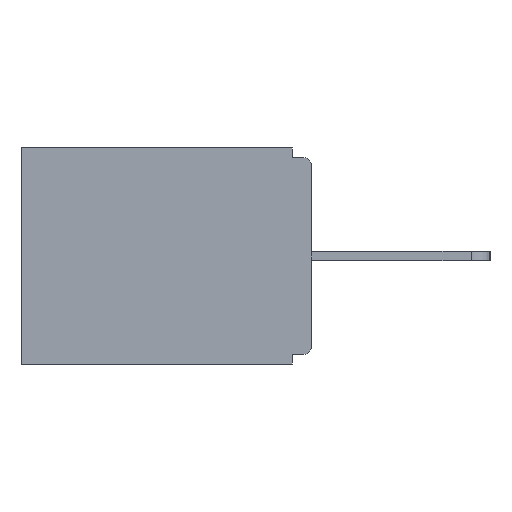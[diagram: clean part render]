
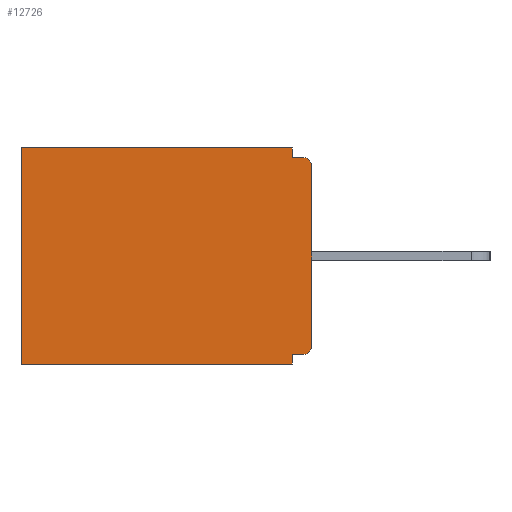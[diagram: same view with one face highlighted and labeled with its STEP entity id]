
A CAD part, left-side view. The second image highlights one B-rep face of the part: STEP entity #12726.
In plain terms, the highlighted planar face has unit normal (-1, 0, 0).
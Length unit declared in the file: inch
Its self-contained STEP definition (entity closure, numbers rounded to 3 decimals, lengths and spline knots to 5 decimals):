
#1599 = FACE_OUTER_BOUND ( 'NONE', #19222, .T. ) ;
#1822 = DIRECTION ( 'NONE',  ( 0., 0., -1. ) ) ;
#1873 = DIRECTION ( 'NONE',  ( 0., 0., -1. ) ) ;
#2089 = VERTEX_POINT ( 'NONE', #3744 ) ;
#2385 = CARTESIAN_POINT ( 'NONE',  ( 0.298, 0., 0. ) ) ;
#2458 = DIRECTION ( 'NONE',  ( -1., 0., 0. ) ) ;
#2536 = DIRECTION ( 'NONE',  ( 0., 1., 0. ) ) ;
#2803 = DIRECTION ( 'NONE',  ( 0., 0., -1. ) ) ;
#2963 = ORIENTED_EDGE ( 'NONE', *, *, #5462, .F. ) ;
#3029 = AXIS2_PLACEMENT_3D ( 'NONE', #6500, #2458, #2803 ) ;
#3193 = DIRECTION ( 'NONE',  ( 0., 0., -1. ) ) ;
#3196 = ORIENTED_EDGE ( 'NONE', *, *, #9865, .T. ) ;
#3219 = EDGE_CURVE ( 'NONE', #15045, #15519, #22960, .T. ) ;
#3615 = EDGE_CURVE ( 'NONE', #15163, #2089, #20830, .T. ) ;
#3744 = CARTESIAN_POINT ( 'NONE',  ( 0.298, 0.46, -0.343 ) ) ;
#4120 = ORIENTED_EDGE ( 'NONE', *, *, #4323, .F. ) ;
#4323 = EDGE_CURVE ( 'NONE', #15762, #8142, #11579, .T. ) ;
#4846 = CARTESIAN_POINT ( 'NONE',  ( 0.298, 0., 0. ) ) ;
#4864 = VECTOR ( 'NONE', #15596, 39.37008 ) ;
#5051 = DIRECTION ( 'NONE',  ( -1., 0., 0. ) ) ;
#5462 = EDGE_CURVE ( 'NONE', #14876, #15519, #17584, .T. ) ;
#5561 = CARTESIAN_POINT ( 'NONE',  ( 0.298, 0., -0.343 ) ) ;
#5944 = ORIENTED_EDGE ( 'NONE', *, *, #20491, .F. ) ;
#6078 = ORIENTED_EDGE ( 'NONE', *, *, #6115, .F. ) ;
#6115 = EDGE_CURVE ( 'NONE', #17808, #2089, #21482, .T. ) ;
#6187 = CARTESIAN_POINT ( 'NONE',  ( 0.298, 0.46, 0. ) ) ;
#6500 = CARTESIAN_POINT ( 'NONE',  ( 0.298, 0.015, -0.03 ) ) ;
#7155 = VECTOR ( 'NONE', #1873, 39.37008 ) ;
#7445 = ORIENTED_EDGE ( 'NONE', *, *, #19187, .F. ) ;
#7670 = ORIENTED_EDGE ( 'NONE', *, *, #3219, .T. ) ;
#7817 = DIRECTION ( 'NONE',  ( 0., 1., 0. ) ) ;
#8142 = VERTEX_POINT ( 'NONE', #22928 ) ;
#8479 = LINE ( 'NONE', #17347, #4864 ) ;
#8838 = AXIS2_PLACEMENT_3D ( 'NONE', #15625, #5051, #3193 ) ;
#9667 = CARTESIAN_POINT ( 'NONE',  ( 0.298, 0., -0.328 ) ) ;
#9821 = CARTESIAN_POINT ( 'NONE',  ( 0.298, 0., -0.015 ) ) ;
#9865 = EDGE_CURVE ( 'NONE', #14876, #8142, #19369, .T. ) ;
#10087 = ORIENTED_EDGE ( 'NONE', *, *, #3615, .T. ) ;
#11579 = LINE ( 'NONE', #9821, #16788 ) ;
#11727 = VECTOR ( 'NONE', #2536, 39.37008 ) ;
#12010 = DIRECTION ( 'NONE',  ( 0., 0., -1. ) ) ;
#12726 = ADVANCED_FACE ( 'NONE', ( #1599 ), #19043, .F. ) ;
#12830 = VECTOR ( 'NONE', #7817, 39.37008 ) ;
#12984 = LINE ( 'NONE', #19859, #17913 ) ;
#13099 = VECTOR ( 'NONE', #20022, 39.37008 ) ;
#13162 = CARTESIAN_POINT ( 'NONE',  ( 0.298, 0., -0.313 ) ) ;
#14247 = CARTESIAN_POINT ( 'NONE',  ( 0.298, 0., -0.03 ) ) ;
#14598 = AXIS2_PLACEMENT_3D ( 'NONE', #4846, #17759, #1822 ) ;
#14876 = VERTEX_POINT ( 'NONE', #14247 ) ;
#14915 = LINE ( 'NONE', #9667, #13099 ) ;
#15023 = ORIENTED_EDGE ( 'NONE', *, *, #22992, .T. ) ;
#15045 = VERTEX_POINT ( 'NONE', #19934 ) ;
#15163 = VERTEX_POINT ( 'NONE', #17335 ) ;
#15168 = DIRECTION ( 'NONE',  ( 0., -1., 0. ) ) ;
#15469 = VERTEX_POINT ( 'NONE', #18477 ) ;
#15519 = VERTEX_POINT ( 'NONE', #13162 ) ;
#15596 = DIRECTION ( 'NONE',  ( 0., 0., -1. ) ) ;
#15625 = CARTESIAN_POINT ( 'NONE',  ( 0.298, 0.015, -0.313 ) ) ;
#15762 = VERTEX_POINT ( 'NONE', #17675 ) ;
#16788 = VECTOR ( 'NONE', #15168, 39.37008 ) ;
#17335 = CARTESIAN_POINT ( 'NONE',  ( 0.298, 0.46, 0. ) ) ;
#17347 = CARTESIAN_POINT ( 'NONE',  ( 0.298, 0.031, -0.343 ) ) ;
#17584 = LINE ( 'NONE', #19441, #7155 ) ;
#17675 = CARTESIAN_POINT ( 'NONE',  ( 0.298, 0.031, -0.015 ) ) ;
#17722 = VERTEX_POINT ( 'NONE', #21662 ) ;
#17759 = DIRECTION ( 'NONE',  ( 1., 0., 0. ) ) ;
#17808 = VERTEX_POINT ( 'NONE', #20020 ) ;
#17913 = VECTOR ( 'NONE', #18452, 39.37008 ) ;
#18452 = DIRECTION ( 'NONE',  ( 0., 0., -1. ) ) ;
#18477 = CARTESIAN_POINT ( 'NONE',  ( 0.298, 0.031, 0. ) ) ;
#19043 = PLANE ( 'NONE',  #14598 ) ;
#19187 = EDGE_CURVE ( 'NONE', #17722, #17808, #8479, .T. ) ;
#19222 = EDGE_LOOP ( 'NONE', ( #3196, #4120, #20543, #15023, #10087, #6078, #7445, #5944, #7670, #2963 ) ) ;
#19369 = CIRCLE ( 'NONE', #3029, 0.015 ) ;
#19441 = CARTESIAN_POINT ( 'NONE',  ( 0.298, 0., 0. ) ) ;
#19859 = CARTESIAN_POINT ( 'NONE',  ( 0.298, 0.031, -0.343 ) ) ;
#19934 = CARTESIAN_POINT ( 'NONE',  ( 0.298, 0.015, -0.328 ) ) ;
#20020 = CARTESIAN_POINT ( 'NONE',  ( 0.298, 0.031, -0.343 ) ) ;
#20022 = DIRECTION ( 'NONE',  ( 0., 1., 0. ) ) ;
#20129 = EDGE_CURVE ( 'NONE', #15469, #15762, #12984, .T. ) ;
#20491 = EDGE_CURVE ( 'NONE', #15045, #17722, #14915, .T. ) ;
#20543 = ORIENTED_EDGE ( 'NONE', *, *, #20129, .F. ) ;
#20830 = LINE ( 'NONE', #6187, #21676 ) ;
#21482 = LINE ( 'NONE', #5561, #11727 ) ;
#21662 = CARTESIAN_POINT ( 'NONE',  ( 0.298, 0.031, -0.328 ) ) ;
#21676 = VECTOR ( 'NONE', #12010, 39.37008 ) ;
#22140 = LINE ( 'NONE', #2385, #12830 ) ;
#22928 = CARTESIAN_POINT ( 'NONE',  ( 0.298, 0.015, -0.015 ) ) ;
#22960 = CIRCLE ( 'NONE', #8838, 0.015 ) ;
#22992 = EDGE_CURVE ( 'NONE', #15469, #15163, #22140, .T. ) ;
